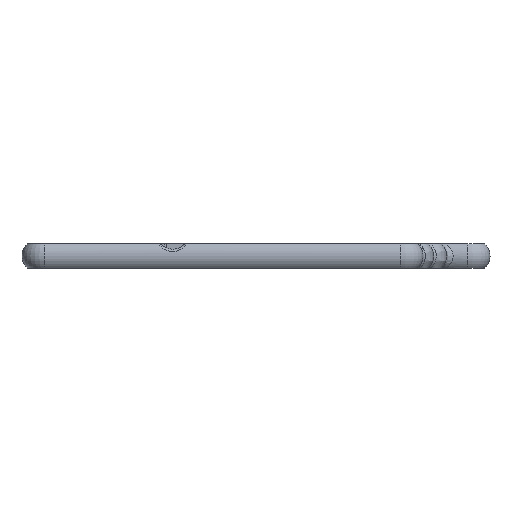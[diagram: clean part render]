
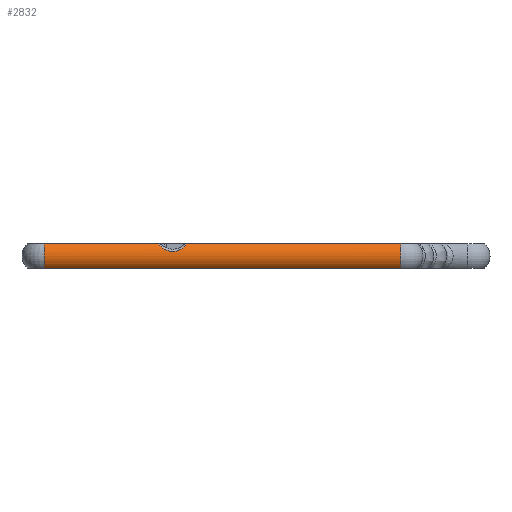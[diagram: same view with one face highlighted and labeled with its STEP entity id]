
A CAD part, left-side view. The second image highlights one B-rep face of the part: STEP entity #2832.
In plain terms, the highlighted cylindrical face has radius 3.121 mm (diameter 6.243 mm), a partial arc.
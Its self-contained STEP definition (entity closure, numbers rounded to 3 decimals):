
#2832=ADVANCED_FACE('',(#15043),#15045,.T.);
#15043=FACE_BOUND('',#15044,.T.);
#15044=EDGE_LOOP('',(#26626,#26627,#26628,#26629,#26630,#26631));
#15045=CYLINDRICAL_SURFACE('',#15046,3.121);
#15046=AXIS2_PLACEMENT_3D('',#15047,#15048,#15049);
#15047=CARTESIAN_POINT('',(-63.815,40.225,-0.3));
#15048=DIRECTION('',(0.,-1.,0.));
#15049=DIRECTION('',(-0.676,0.,0.737));
#26626=ORIENTED_EDGE('',*,*,#33710,.T.);
#26627=ORIENTED_EDGE('',*,*,#33711,.T.);
#26628=ORIENTED_EDGE('',*,*,#33712,.T.);
#26629=ORIENTED_EDGE('',*,*,#32870,.T.);
#26630=ORIENTED_EDGE('',*,*,#33709,.F.);
#26631=ORIENTED_EDGE('',*,*,#33713,.T.);
#32870=EDGE_CURVE('',#37151,#37149,#37152,.T.);
#33709=EDGE_CURVE('',#38818,#37149,#38820,.T.);
#33710=EDGE_CURVE('',#38821,#38822,#38823,.T.);
#33711=EDGE_CURVE('',#38822,#38824,#38825,.F.);
#33712=EDGE_CURVE('',#38824,#37151,#38826,.T.);
#33713=EDGE_CURVE('',#38818,#38821,#38827,.F.);
#37149=VERTEX_POINT('',#45317);
#37151=VERTEX_POINT('',#45322);
#37152=LINE('',#45323,#45324);
#38818=VERTEX_POINT('',#49732);
#38820=CIRCLE('',#49737,3.121);
#38821=VERTEX_POINT('',#49741);
#38822=VERTEX_POINT('',#49742);
#38823=B_SPLINE_CURVE_WITH_KNOTS('',3,
(#49743,#49744,#49745,#49746,#49747,#49748,#49749,#49750,#49751,#49752,#49753,#49754,
#49755,#49756,#49757,#49758,#49759,#49760,#49761,#49762,#49763,#49764,#49765,#49766,
#49767,#49768,#49769,#49770,#49771,#49772,#49773),
.UNSPECIFIED.,.F.,.F.,
(4,1,1,1,1,1,1,1,1,1,1,1,1,1,1,1,1,1,1,1,1,1,1,1,1,1,1,1,4),
(0.,0.044,0.083,0.115,0.146,0.178,
0.208,0.235,0.259,0.285,0.317,
0.356,0.399,0.44,0.481,0.52,
0.557,0.592,0.626,0.664,0.703,
0.743,0.782,0.821,0.858,0.892,
0.929,0.965,1.),
.UNSPECIFIED.);
#38824=VERTEX_POINT('',#49774);
#38825=LINE('',#49775,#49776);
#38826=CIRCLE('',#49778,3.121);
#38827=LINE('',#49782,#49783);
#45317=CARTESIAN_POINT('',(-65.925,-27.485,-2.6));
#45322=CARTESIAN_POINT('',(-65.925,40.225,-2.6));
#45323=CARTESIAN_POINT('',(-65.925,40.225,-2.6));
#45324=VECTOR('',#45325,1.);
#45325=DIRECTION('',(0.,-1.,0.));
#49732=CARTESIAN_POINT('',(-65.925,-27.485,2.));
#49737=AXIS2_PLACEMENT_3D('',#49738,#49739,#49740);
#49738=CARTESIAN_POINT('',(-63.815,-27.485,-0.3));
#49739=DIRECTION('',(0.,-1.,0.));
#49740=DIRECTION('',(-0.676,0.,0.737));
#49741=CARTESIAN_POINT('',(-65.925,13.171,2.));
#49742=CARTESIAN_POINT('',(-65.925,18.461,2.));
#49743=CARTESIAN_POINT('',(-65.925,13.171,2.));
#49744=CARTESIAN_POINT('',(-65.991,13.217,1.94));
#49745=CARTESIAN_POINT('',(-66.106,13.307,1.824));
#49746=CARTESIAN_POINT('',(-66.246,13.451,1.66));
#49747=CARTESIAN_POINT('',(-66.355,13.592,1.516));
#49748=CARTESIAN_POINT('',(-66.444,13.735,1.384));
#49749=CARTESIAN_POINT('',(-66.52,13.885,1.259));
#49750=CARTESIAN_POINT('',(-66.582,14.038,1.146));
#49751=CARTESIAN_POINT('',(-66.63,14.183,1.05));
#49752=CARTESIAN_POINT('',(-66.669,14.325,0.966));
#49753=CARTESIAN_POINT('',(-66.704,14.481,0.882));
#49754=CARTESIAN_POINT('',(-66.739,14.673,0.794));
#49755=CARTESIAN_POINT('',(-66.769,14.904,0.708));
#49756=CARTESIAN_POINT('',(-66.793,15.161,0.637));
#49757=CARTESIAN_POINT('',(-66.807,15.428,0.588));
#49758=CARTESIAN_POINT('',(-66.814,15.688,0.566));
#49759=CARTESIAN_POINT('',(-66.814,15.94,0.566));
#49760=CARTESIAN_POINT('',(-66.808,16.178,0.586));
#49761=CARTESIAN_POINT('',(-66.796,16.406,0.624));
#49762=CARTESIAN_POINT('',(-66.779,16.633,0.68));
#49763=CARTESIAN_POINT('',(-66.753,16.863,0.756));
#49764=CARTESIAN_POINT('',(-66.716,17.096,0.854));
#49765=CARTESIAN_POINT('',(-66.666,17.323,0.972));
#49766=CARTESIAN_POINT('',(-66.603,17.539,1.106));
#49767=CARTESIAN_POINT('',(-66.525,17.737,1.251));
#49768=CARTESIAN_POINT('',(-66.436,17.912,1.397));
#49769=CARTESIAN_POINT('',(-66.333,18.072,1.548));
#49770=CARTESIAN_POINT('',(-66.215,18.216,1.699));
#49771=CARTESIAN_POINT('',(-66.078,18.348,1.853));
#49772=CARTESIAN_POINT('',(-65.977,18.424,1.952));
#49773=CARTESIAN_POINT('',(-65.925,18.461,2.));
#49774=CARTESIAN_POINT('',(-65.925,40.225,2.));
#49775=CARTESIAN_POINT('',(-65.925,40.225,2.));
#49776=VECTOR('',#49777,1.);
#49777=DIRECTION('',(0.,-1.,0.));
#49778=AXIS2_PLACEMENT_3D('',#49779,#49780,#49781);
#49779=CARTESIAN_POINT('',(-63.815,40.225,-0.3));
#49780=DIRECTION('',(0.,-1.,0.));
#49781=DIRECTION('',(-0.676,0.,0.737));
#49782=CARTESIAN_POINT('',(-65.925,13.171,2.));
#49783=VECTOR('',#49784,1.);
#49784=DIRECTION('',(0.,-1.,0.));
